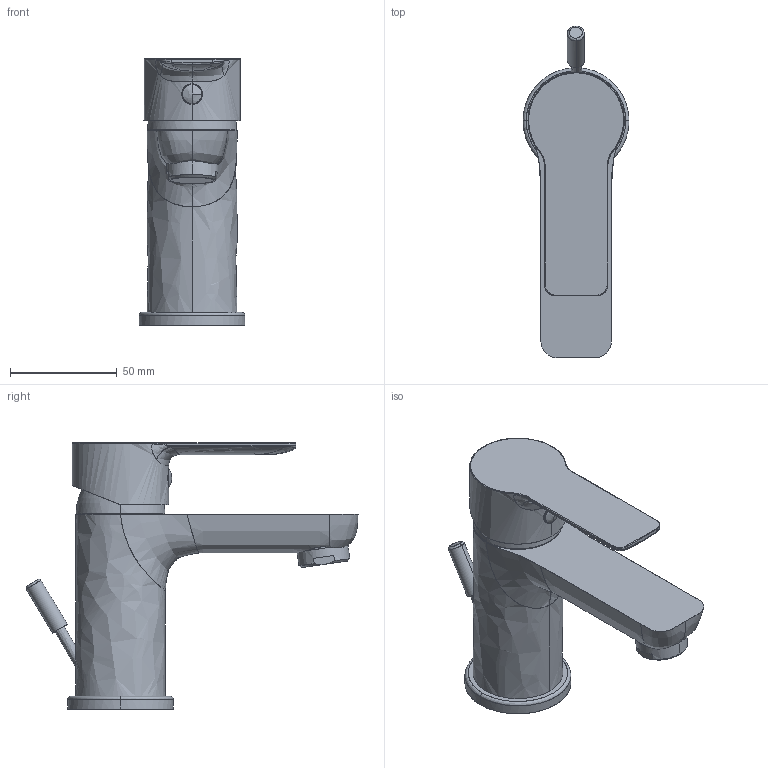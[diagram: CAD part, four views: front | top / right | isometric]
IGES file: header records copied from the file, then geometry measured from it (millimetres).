
Global section: file name: 102HDC1013001010_DC1013001046.igs; native system: Rhinoceros ( Dec  3 2024 ); preprocessor: Trout Lake IGES 012 Dec  3 2024; date: 250331.092827; units: millimetre
Bounding box: 49.5 x 155.17 x 124.52 mm (x, y, z)
Surface area: 38809.1 mm2 (no closed solid volume)
Topology: 0 solids, 0 shells, 130 faces, 1174 edges, 1171 vertices
Faces by surface type: bspline 130
